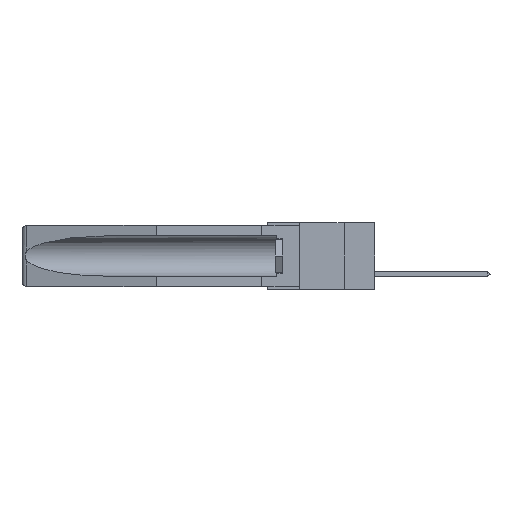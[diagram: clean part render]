
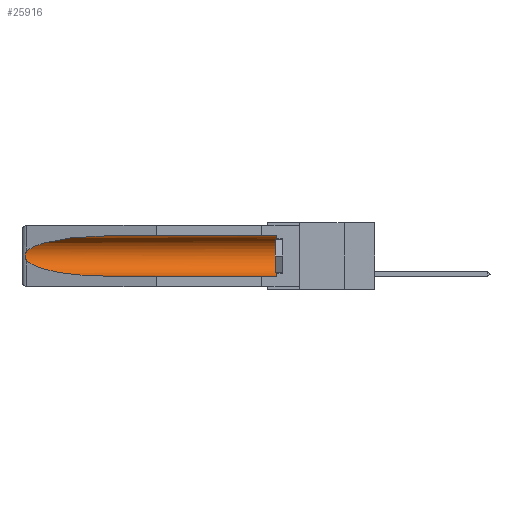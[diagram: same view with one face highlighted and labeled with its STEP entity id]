
A CAD part, left-side view. The second image highlights one B-rep face of the part: STEP entity #25916.
In plain terms, the highlighted cylindrical face has radius 2.857 mm (diameter 5.715 mm), a partial arc.
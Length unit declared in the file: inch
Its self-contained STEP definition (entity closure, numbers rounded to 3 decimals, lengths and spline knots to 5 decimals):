
#1302 = CARTESIAN_POINT ( 'NONE',  ( 0.155, 1.07973, -0.059 ) ) ;
#2345 = VERTEX_POINT ( 'NONE', #7647 ) ;
#2985 = CARTESIAN_POINT ( 'NONE',  ( 0.26537, 1.52718, -0.14972 ) ) ;
#3671 = B_SPLINE_CURVE_WITH_KNOTS ( 'NONE', 3,
 ( #14186, #27651, #5159, #22685, #7989, #5053, #19875, #10168, #29699, #15007 ),
 .UNSPECIFIED., .F., .F.,
 ( 4, 2, 2, 2, 4 ),
 ( 0., 0.00029, 0.00058, 0.00087, 0.00117 ),
 .UNSPECIFIED. ) ;
#5053 = CARTESIAN_POINT ( 'NONE',  ( 0.2675, 1.53308, -0.17534 ) ) ;
#5159 = CARTESIAN_POINT ( 'NONE',  ( 0.26654, 1.53092, -0.15636 ) ) ;
#6463 =( BOUNDED_CURVE ( )  B_SPLINE_CURVE ( 3, ( #24819, #17754, #15340, #10047 ),
 .UNSPECIFIED., .F., .F. ) 
 B_SPLINE_CURVE_WITH_KNOTS ( ( 4, 4 ),
 ( 0.1948, 1.5708 ),
 .UNSPECIFIED. ) 
 CURVE ( )  GEOMETRIC_REPRESENTATION_ITEM ( )  RATIONAL_B_SPLINE_CURVE ( ( 1., 0.848, 0.848, 1. ) ) 
 REPRESENTATION_ITEM ( '' )  );
#6529 = ORIENTED_EDGE ( 'NONE', *, *, #11072, .T. ) ;
#6607 = EDGE_CURVE ( 'NONE', #22032, #8064, #22545, .T. ) ;
#7487 = ORIENTED_EDGE ( 'NONE', *, *, #11026, .T. ) ;
#7647 = CARTESIAN_POINT ( 'NONE',  ( 0.26537, 1.52718, -0.19328 ) ) ;
#7792 = EDGE_CURVE ( 'NONE', #10195, #22032, #20136, .T. ) ;
#7989 = CARTESIAN_POINT ( 'NONE',  ( 0.2675, 1.53308, -0.16763 ) ) ;
#8064 = VERTEX_POINT ( 'NONE', #1302 ) ;
#8435 = CYLINDRICAL_SURFACE ( 'NONE', #21559, 0.1125 ) ;
#10047 = CARTESIAN_POINT ( 'NONE',  ( 0.155, 1.07973, -0.284 ) ) ;
#10138 = CARTESIAN_POINT ( 'NONE',  ( 0.155, 1.07973, -0.059 ) ) ;
#10168 = CARTESIAN_POINT ( 'NONE',  ( 0.26655, 1.53094, -0.18657 ) ) ;
#10195 = VERTEX_POINT ( 'NONE', #14874 ) ;
#10893 = DIRECTION ( 'NONE',  ( 0., 1., 0. ) ) ;
#11002 = CARTESIAN_POINT ( 'NONE',  ( 0.155, -0.30754, -0.059 ) ) ;
#11026 = EDGE_CURVE ( 'NONE', #27810, #2345, #3671, .T. ) ;
#11072 = EDGE_CURVE ( 'NONE', #2345, #13925, #6463, .T. ) ;
#12142 = ORIENTED_EDGE ( 'NONE', *, *, #6607, .T. ) ;
#12831 = CARTESIAN_POINT ( 'NONE',  ( 0.25451, 1.48313, -0.09465 ) ) ;
#13099 = FACE_OUTER_BOUND ( 'NONE', #20892, .T. ) ;
#13629 = VECTOR ( 'NONE', #10893, 39.37008 ) ;
#13925 = VERTEX_POINT ( 'NONE', #15137 ) ;
#14186 = CARTESIAN_POINT ( 'NONE',  ( 0.26537, 1.52718, -0.14972 ) ) ;
#14647 = ORIENTED_EDGE ( 'NONE', *, *, #21495, .F. ) ;
#14819 = AXIS2_PLACEMENT_3D ( 'NONE', #30076, #17813, #15300 ) ;
#14874 = CARTESIAN_POINT ( 'NONE',  ( 0.155, 0.126, -0.284 ) ) ;
#15007 = CARTESIAN_POINT ( 'NONE',  ( 0.26537, 1.52718, -0.19328 ) ) ;
#15137 = CARTESIAN_POINT ( 'NONE',  ( 0.155, 1.07973, -0.284 ) ) ;
#15300 = DIRECTION ( 'NONE',  ( 0., 0., 1. ) ) ;
#15340 = CARTESIAN_POINT ( 'NONE',  ( 0.21114, 1.30732, -0.284 ) ) ;
#15663 = VECTOR ( 'NONE', #27508, 39.37008 ) ;
#17727 = CARTESIAN_POINT ( 'NONE',  ( 0.21114, 1.30732, -0.059 ) ) ;
#17754 = CARTESIAN_POINT ( 'NONE',  ( 0.25451, 1.48313, -0.24835 ) ) ;
#17813 = DIRECTION ( 'NONE',  ( 0., -1., 0. ) ) ;
#18330 = EDGE_CURVE ( 'NONE', #8064, #27810, #27051, .T. ) ;
#19875 = CARTESIAN_POINT ( 'NONE',  ( 0.2673, 1.53269, -0.17917 ) ) ;
#20136 = CIRCLE ( 'NONE', #14819, 0.1125 ) ;
#20892 = EDGE_LOOP ( 'NONE', ( #24907, #7487, #6529, #14647, #25991, #12142 ) ) ;
#21456 = DIRECTION ( 'NONE',  ( 0., 0., 1. ) ) ;
#21495 = EDGE_CURVE ( 'NONE', #10195, #13925, #28009, .T. ) ;
#21559 = AXIS2_PLACEMENT_3D ( 'NONE', #28469, #23691, #21456 ) ;
#21939 = CARTESIAN_POINT ( 'NONE',  ( 0.26537, 1.52718, -0.14972 ) ) ;
#22032 = VERTEX_POINT ( 'NONE', #25858 ) ;
#22545 = LINE ( 'NONE', #11002, #13629 ) ;
#22685 = CARTESIAN_POINT ( 'NONE',  ( 0.2673, 1.5327, -0.16383 ) ) ;
#23691 = DIRECTION ( 'NONE',  ( 0., 1., 0. ) ) ;
#24819 = CARTESIAN_POINT ( 'NONE',  ( 0.26537, 1.52718, -0.19328 ) ) ;
#24907 = ORIENTED_EDGE ( 'NONE', *, *, #18330, .T. ) ;
#25858 = CARTESIAN_POINT ( 'NONE',  ( 0.155, 0.126, -0.059 ) ) ;
#25916 = ADVANCED_FACE ( 'NONE', ( #13099 ), #8435, .F. ) ;
#25991 = ORIENTED_EDGE ( 'NONE', *, *, #7792, .T. ) ;
#27051 =( BOUNDED_CURVE ( )  B_SPLINE_CURVE ( 3, ( #10138, #17727, #12831, #2985 ),
 .UNSPECIFIED., .F., .F. ) 
 B_SPLINE_CURVE_WITH_KNOTS ( ( 4, 4 ),
 ( 4.71239, 6.08839 ),
 .UNSPECIFIED. ) 
 CURVE ( )  GEOMETRIC_REPRESENTATION_ITEM ( )  RATIONAL_B_SPLINE_CURVE ( ( 1., 0.848, 0.848, 1. ) ) 
 REPRESENTATION_ITEM ( '' )  );
#27508 = DIRECTION ( 'NONE',  ( 0., 1., 0. ) ) ;
#27651 = CARTESIAN_POINT ( 'NONE',  ( 0.26597, 1.52961, -0.15275 ) ) ;
#27810 = VERTEX_POINT ( 'NONE', #21939 ) ;
#28009 = LINE ( 'NONE', #30084, #15663 ) ;
#28469 = CARTESIAN_POINT ( 'NONE',  ( 0.155, -0.30754, -0.1715 ) ) ;
#29699 = CARTESIAN_POINT ( 'NONE',  ( 0.26597, 1.5296, -0.19026 ) ) ;
#30076 = CARTESIAN_POINT ( 'NONE',  ( 0.155, 0.126, -0.1715 ) ) ;
#30084 = CARTESIAN_POINT ( 'NONE',  ( 0.155, -0.30754, -0.284 ) ) ;
